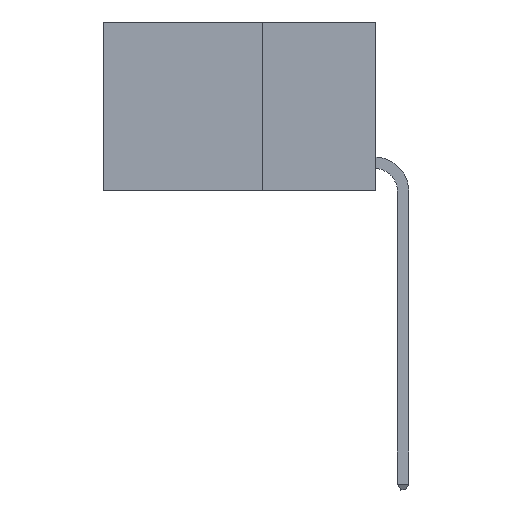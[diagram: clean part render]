
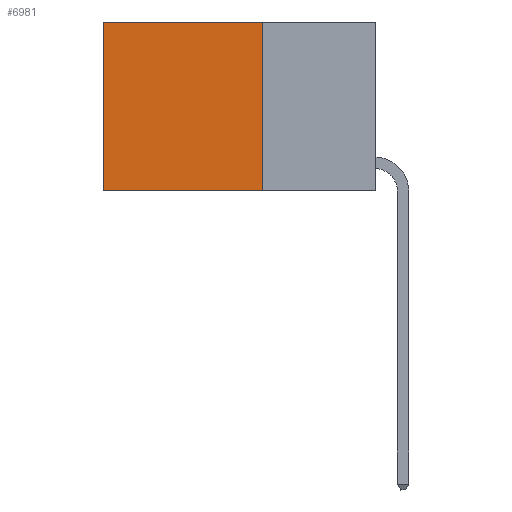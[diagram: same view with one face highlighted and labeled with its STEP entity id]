
A CAD part, left-side view. The second image highlights one B-rep face of the part: STEP entity #6981.
In plain terms, the highlighted planar face has unit normal (-1, 0, 0).
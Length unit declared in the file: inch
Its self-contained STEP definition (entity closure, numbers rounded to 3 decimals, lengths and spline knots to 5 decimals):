
#132 = CARTESIAN_POINT ( 'NONE',  ( 0.2625, 0.25, 0. ) ) ;
#449 = VECTOR ( 'NONE', #1849, 39.37008 ) ;
#771 = VECTOR ( 'NONE', #5096, 39.37008 ) ;
#1393 = VECTOR ( 'NONE', #10208, 39.37008 ) ;
#1396 = LINE ( 'NONE', #8808, #771 ) ;
#1542 = EDGE_CURVE ( 'NONE', #7660, #4024, #1396, .T. ) ;
#1743 = VERTEX_POINT ( 'NONE', #11235 ) ;
#1849 = DIRECTION ( 'NONE',  ( 0., 0., -1. ) ) ;
#2132 = LINE ( 'NONE', #6011, #11573 ) ;
#2341 = ORIENTED_EDGE ( 'NONE', *, *, #11738, .T. ) ;
#3245 = DIRECTION ( 'NONE',  ( 0., 0., -1. ) ) ;
#4024 = VERTEX_POINT ( 'NONE', #6323 ) ;
#4698 = ORIENTED_EDGE ( 'NONE', *, *, #1542, .F. ) ;
#4755 = CARTESIAN_POINT ( 'NONE',  ( 0.2625, 0.6, 0. ) ) ;
#5096 = DIRECTION ( 'NONE',  ( 0., 1., 0. ) ) ;
#5106 = DIRECTION ( 'NONE',  ( 0., 1., 0. ) ) ;
#5282 = CARTESIAN_POINT ( 'NONE',  ( 0.2625, 0.25, -0.37 ) ) ;
#5292 = AXIS2_PLACEMENT_3D ( 'NONE', #10468, #6022, #3245 ) ;
#6011 = CARTESIAN_POINT ( 'NONE',  ( 0.2625, 0.25, 0. ) ) ;
#6022 = DIRECTION ( 'NONE',  ( 1., 0., 0. ) ) ;
#6072 = EDGE_CURVE ( 'NONE', #1743, #7660, #11125, .T. ) ;
#6323 = CARTESIAN_POINT ( 'NONE',  ( 0.2625, 0.6, -0.37 ) ) ;
#6679 = PLANE ( 'NONE',  #5292 ) ;
#6836 = EDGE_CURVE ( 'NONE', #7735, #4024, #9183, .T. ) ;
#6981 = ADVANCED_FACE ( 'NONE', ( #8831 ), #6679, .F. ) ;
#7660 = VERTEX_POINT ( 'NONE', #5282 ) ;
#7735 = VERTEX_POINT ( 'NONE', #11179 ) ;
#8173 = EDGE_LOOP ( 'NONE', ( #8313, #4698, #9682, #2341 ) ) ;
#8313 = ORIENTED_EDGE ( 'NONE', *, *, #6836, .T. ) ;
#8808 = CARTESIAN_POINT ( 'NONE',  ( 0.2625, 0.25, -0.37 ) ) ;
#8831 = FACE_OUTER_BOUND ( 'NONE', #8173, .T. ) ;
#9183 = LINE ( 'NONE', #4755, #449 ) ;
#9682 = ORIENTED_EDGE ( 'NONE', *, *, #6072, .F. ) ;
#10208 = DIRECTION ( 'NONE',  ( 0., 0., -1. ) ) ;
#10468 = CARTESIAN_POINT ( 'NONE',  ( 0.2625, 0.25, 0. ) ) ;
#11125 = LINE ( 'NONE', #132, #1393 ) ;
#11179 = CARTESIAN_POINT ( 'NONE',  ( 0.2625, 0.6, 0. ) ) ;
#11235 = CARTESIAN_POINT ( 'NONE',  ( 0.2625, 0.25, 0. ) ) ;
#11573 = VECTOR ( 'NONE', #5106, 39.37008 ) ;
#11738 = EDGE_CURVE ( 'NONE', #1743, #7735, #2132, .T. ) ;
